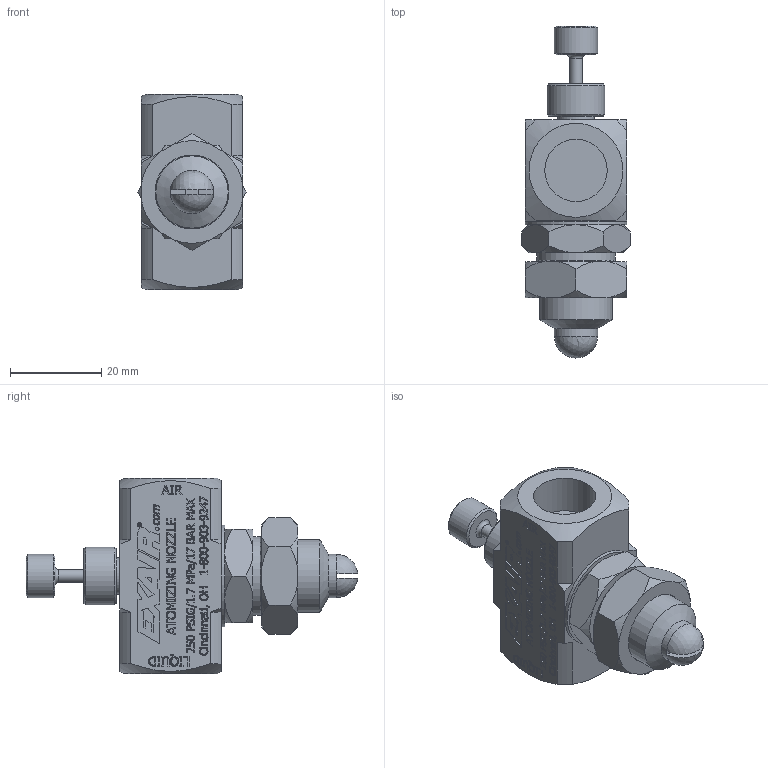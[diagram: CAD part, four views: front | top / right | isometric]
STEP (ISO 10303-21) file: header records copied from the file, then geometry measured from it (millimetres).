
FILE_DESCRIPTION((''),'2;1');
FILE_NAME('AF1030SS.stp','2011-04-13T14:07:25',('Michael Witt'),(''),'Autodesk Inventor 2011','Autodesk Inventor 2011','');
FILE_SCHEMA(('AUTOMOTIVE_DESIGN { 1 0 10303 214 1 1 1 1 }'));
Length unit declared in the file: inch
Products named in the file (1): AF1030SS for assembly_Shrinkwrap_1
Bounding box: 23.83 x 72.94 x 42.86 mm (x, y, z)
Volume: 27265 mm3; surface area: 8794.6 mm2
Topology: 1 solids, 1 shells, 1336 faces, 3601 edges, 2397 vertices
Faces by surface type: plane 818, bspline 444, cone 47, cylinder 25, torus 1, sphere 1
Full cylindrical faces by diameter (mm): 2.794 x2, 3.048 x1, 4.143 x1, 4.166 x1, 7.938 x1, 9.525 x3, 12.7 x1, 13.716 x2, 15.875 x1, 16.256 x1, 17.277 x1, 19.05 x1, 22.225 x1
Entity records: 43731 total; most frequent: CARTESIAN_POINT 13456, ORIENTED_EDGE 7112, DIRECTION 4481, EDGE_CURVE 3556, VECTOR 2499, LINE 2499, VERTEX_POINT 2386, EDGE_LOOP 1500
